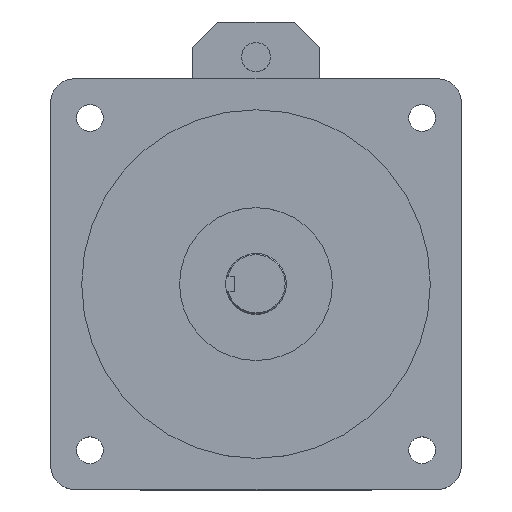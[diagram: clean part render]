
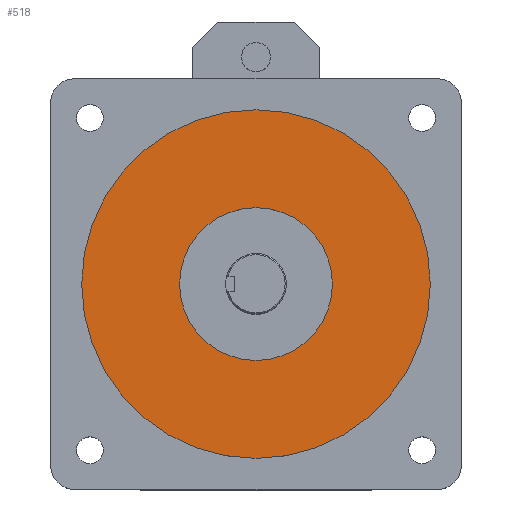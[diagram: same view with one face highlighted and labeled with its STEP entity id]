
A CAD part, top view. The second image highlights one B-rep face of the part: STEP entity #518.
In plain terms, the highlighted planar face has unit normal (0, 0, 1).
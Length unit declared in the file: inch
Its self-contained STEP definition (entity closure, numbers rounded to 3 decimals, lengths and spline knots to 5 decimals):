
#55 = EDGE_CURVE ( 'NONE', #1914, #1521, #190, .T. ) ;
#69 = CARTESIAN_POINT ( 'NONE',  ( -0.62992, 0., 0.07874 ) ) ;
#83 = CIRCLE ( 'NONE', #986, 0.62992 ) ;
#123 = EDGE_LOOP ( 'NONE', ( #856, #1354 ) ) ;
#162 = FACE_OUTER_BOUND ( 'NONE', #1764, .T. ) ;
#190 = CIRCLE ( 'NONE', #630, 1.4374 ) ;
#234 = DIRECTION ( 'NONE',  ( 0., 0., -1. ) ) ;
#236 = VERTEX_POINT ( 'NONE', #1702 ) ;
#277 = CIRCLE ( 'NONE', #1581, 0.62992 ) ;
#368 = CARTESIAN_POINT ( 'NONE',  ( 1.4374, 0., 0.07874 ) ) ;
#518 = ADVANCED_FACE ( 'NONE', ( #1393, #162 ), #2160, .T. ) ;
#520 = DIRECTION ( 'NONE',  ( 0., 0., -1. ) ) ;
#630 = AXIS2_PLACEMENT_3D ( 'NONE', #1421, #520, #1973 ) ;
#663 = CARTESIAN_POINT ( 'NONE',  ( -1.4374, 0., 0.07874 ) ) ;
#670 = ORIENTED_EDGE ( 'NONE', *, *, #749, .F. ) ;
#749 = EDGE_CURVE ( 'NONE', #1521, #1914, #1116, .T. ) ;
#769 = DIRECTION ( 'NONE',  ( 1., 0., 0. ) ) ;
#782 = EDGE_CURVE ( 'NONE', #1192, #236, #277, .T. ) ;
#856 = ORIENTED_EDGE ( 'NONE', *, *, #782, .T. ) ;
#876 = DIRECTION ( 'NONE',  ( 0., 0., 1. ) ) ;
#986 = AXIS2_PLACEMENT_3D ( 'NONE', #1853, #1500, #1674 ) ;
#1050 = ORIENTED_EDGE ( 'NONE', *, *, #55, .F. ) ;
#1103 = CARTESIAN_POINT ( 'NONE',  ( 0., 0., 0.07874 ) ) ;
#1116 = CIRCLE ( 'NONE', #1916, 1.4374 ) ;
#1170 = EDGE_CURVE ( 'NONE', #236, #1192, #83, .T. ) ;
#1192 = VERTEX_POINT ( 'NONE', #69 ) ;
#1296 = CARTESIAN_POINT ( 'NONE',  ( 0., 0., 0.07874 ) ) ;
#1354 = ORIENTED_EDGE ( 'NONE', *, *, #1170, .T. ) ;
#1393 = FACE_BOUND ( 'NONE', #123, .T. ) ;
#1421 = CARTESIAN_POINT ( 'NONE',  ( 0., 0., 0.07874 ) ) ;
#1464 = DIRECTION ( 'NONE',  ( 0., 0., -1. ) ) ;
#1473 = DIRECTION ( 'NONE',  ( -1., 0., 0. ) ) ;
#1500 = DIRECTION ( 'NONE',  ( 0., 0., -1. ) ) ;
#1521 = VERTEX_POINT ( 'NONE', #368 ) ;
#1554 = AXIS2_PLACEMENT_3D ( 'NONE', #1578, #876, #2310 ) ;
#1578 = CARTESIAN_POINT ( 'NONE',  ( -1.4374, -1.45465, 0.07874 ) ) ;
#1581 = AXIS2_PLACEMENT_3D ( 'NONE', #1103, #1464, #1473 ) ;
#1674 = DIRECTION ( 'NONE',  ( -1., 0., 0. ) ) ;
#1702 = CARTESIAN_POINT ( 'NONE',  ( 0.62992, 0., 0.07874 ) ) ;
#1764 = EDGE_LOOP ( 'NONE', ( #670, #1050 ) ) ;
#1853 = CARTESIAN_POINT ( 'NONE',  ( 0., 0., 0.07874 ) ) ;
#1914 = VERTEX_POINT ( 'NONE', #663 ) ;
#1916 = AXIS2_PLACEMENT_3D ( 'NONE', #1296, #234, #769 ) ;
#1973 = DIRECTION ( 'NONE',  ( 1., 0., 0. ) ) ;
#2160 = PLANE ( 'NONE',  #1554 ) ;
#2310 = DIRECTION ( 'NONE',  ( 1., 0., 0. ) ) ;
